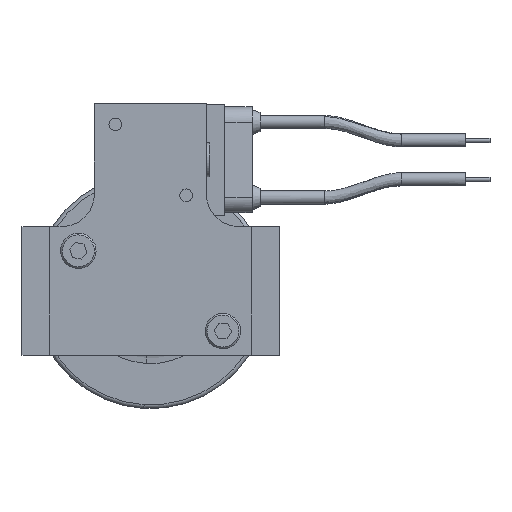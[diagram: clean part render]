
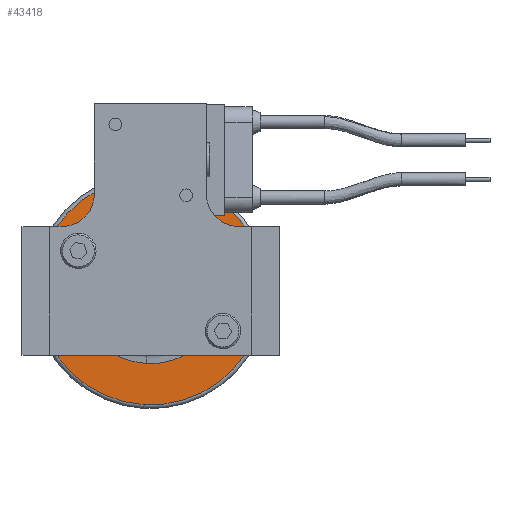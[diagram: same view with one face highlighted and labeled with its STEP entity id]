
A CAD part, left-side view. The second image highlights one B-rep face of the part: STEP entity #43418.
In plain terms, the highlighted planar face has unit normal (-1, 0, 0).
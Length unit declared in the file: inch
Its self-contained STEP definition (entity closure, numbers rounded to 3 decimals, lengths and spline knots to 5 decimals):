
#2964 = AXIS2_PLACEMENT_3D ( 'NONE', #56756, #93348, #111307 ) ;
#8168 = CIRCLE ( 'NONE', #29397, 0.565 ) ;
#8808 = EDGE_CURVE ( 'NONE', #23707, #52648, #69283, .T. ) ;
#12418 = DIRECTION ( 'NONE',  ( -1., 0., 0. ) ) ;
#17396 = AXIS2_PLACEMENT_3D ( 'NONE', #43444, #70510, #43831 ) ;
#18451 = FACE_BOUND ( 'NONE', #117870, .T. ) ;
#19923 = PLANE ( 'NONE',  #2964 ) ;
#20492 = DIRECTION ( 'NONE',  ( -1., 0., 0. ) ) ;
#23707 = VERTEX_POINT ( 'NONE', #40707 ) ;
#29397 = AXIS2_PLACEMENT_3D ( 'NONE', #102423, #85733, #31245 ) ;
#31245 = DIRECTION ( 'NONE',  ( 0., -0.058, 0.998 ) ) ;
#32455 = AXIS2_PLACEMENT_3D ( 'NONE', #84421, #20492, #102694 ) ;
#33995 = VERTEX_POINT ( 'NONE', #75869 ) ;
#39707 = DIRECTION ( 'NONE',  ( 0., -0.058, 0.998 ) ) ;
#40707 = CARTESIAN_POINT ( 'NONE',  ( 3.66225, 0.05089, -0.88354 ) ) ;
#43418 = ADVANCED_FACE ( 'NONE', ( #18451, #66730 ), #19923, .F. ) ;
#43444 = CARTESIAN_POINT ( 'NONE',  ( 3.66225, 0., 0. ) ) ;
#43831 = DIRECTION ( 'NONE',  ( 0., -0.058, 0.998 ) ) ;
#52648 = VERTEX_POINT ( 'NONE', #94128 ) ;
#52810 = ORIENTED_EDGE ( 'NONE', *, *, #95907, .F. ) ;
#52817 = AXIS2_PLACEMENT_3D ( 'NONE', #94153, #12418, #39707 ) ;
#55723 = ORIENTED_EDGE ( 'NONE', *, *, #81176, .F. ) ;
#56756 = CARTESIAN_POINT ( 'NONE',  ( 3.66225, -0.03249, 0.56407 ) ) ;
#66066 = EDGE_LOOP ( 'NONE', ( #101375, #109775 ) ) ;
#66730 = FACE_OUTER_BOUND ( 'NONE', #66066, .T. ) ;
#69005 = EDGE_CURVE ( 'NONE', #52648, #23707, #99222, .T. ) ;
#69283 = CIRCLE ( 'NONE', #17396, 0.885 ) ;
#70510 = DIRECTION ( 'NONE',  ( -1., 0., 0. ) ) ;
#75869 = CARTESIAN_POINT ( 'NONE',  ( 3.66225, 0.03249, -0.56407 ) ) ;
#81176 = EDGE_CURVE ( 'NONE', #33995, #105370, #8168, .T. ) ;
#81220 = CARTESIAN_POINT ( 'NONE',  ( 3.66225, -0.03249, 0.56407 ) ) ;
#84421 = CARTESIAN_POINT ( 'NONE',  ( 3.66225, 0., 0. ) ) ;
#85733 = DIRECTION ( 'NONE',  ( -1., 0., 0. ) ) ;
#93348 = DIRECTION ( 'NONE',  ( 1., 0., 0. ) ) ;
#94128 = CARTESIAN_POINT ( 'NONE',  ( 3.66225, -0.05089, 0.88354 ) ) ;
#94153 = CARTESIAN_POINT ( 'NONE',  ( 3.66225, 0., 0. ) ) ;
#95772 = CIRCLE ( 'NONE', #32455, 0.565 ) ;
#95907 = EDGE_CURVE ( 'NONE', #105370, #33995, #95772, .T. ) ;
#99222 = CIRCLE ( 'NONE', #52817, 0.885 ) ;
#101375 = ORIENTED_EDGE ( 'NONE', *, *, #69005, .T. ) ;
#102423 = CARTESIAN_POINT ( 'NONE',  ( 3.66225, 0., 0. ) ) ;
#102694 = DIRECTION ( 'NONE',  ( 0., -0.058, 0.998 ) ) ;
#105370 = VERTEX_POINT ( 'NONE', #81220 ) ;
#109775 = ORIENTED_EDGE ( 'NONE', *, *, #8808, .T. ) ;
#111307 = DIRECTION ( 'NONE',  ( 0., 0.058, -0.998 ) ) ;
#117870 = EDGE_LOOP ( 'NONE', ( #52810, #55723 ) ) ;
